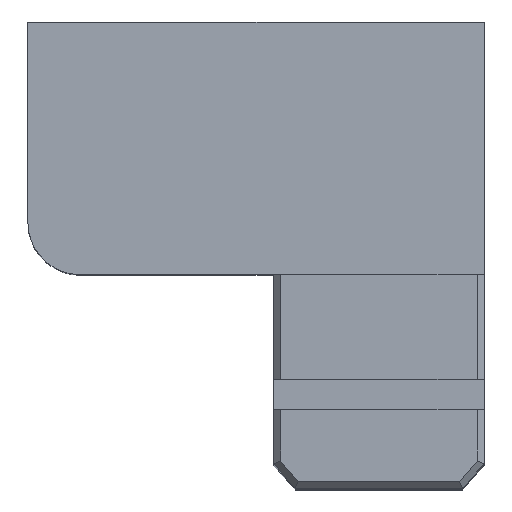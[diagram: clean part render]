
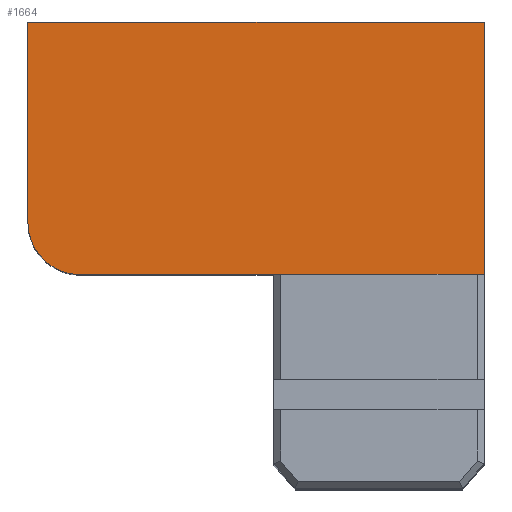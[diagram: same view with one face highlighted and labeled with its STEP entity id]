
A CAD part, top view. The second image highlights one B-rep face of the part: STEP entity #1664.
In plain terms, the highlighted planar face has unit normal (0, 0, 1).
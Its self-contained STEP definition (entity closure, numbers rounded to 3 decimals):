
#142=CIRCLE('',#1771,1.5);
#183=FACE_OUTER_BOUND('',#278,.T.);
#278=EDGE_LOOP('',(#1302,#1303,#1304,#1305,#1306,#1307));
#337=LINE('',#2143,#509);
#366=LINE('',#2287,#538);
#387=LINE('',#2399,#559);
#413=LINE('',#2545,#585);
#419=LINE('',#2556,#591);
#509=VECTOR('',#1824,1000.);
#538=VECTOR('',#1879,10.);
#559=VECTOR('',#1910,1000.);
#585=VECTOR('',#1950,1000.);
#591=VECTOR('',#1958,1000.);
#676=VERTEX_POINT('',#2132);
#681=VERTEX_POINT('',#2141);
#701=VERTEX_POINT('',#2191);
#727=VERTEX_POINT('',#2286);
#758=VERTEX_POINT('',#2544);
#762=VERTEX_POINT('',#2554);
#842=EDGE_CURVE('',#681,#676,#337,.T.);
#893=EDGE_CURVE('',#727,#676,#366,.T.);
#930=EDGE_CURVE('',#701,#727,#387,.T.);
#956=EDGE_CURVE('',#758,#701,#413,.T.);
#962=EDGE_CURVE('',#681,#762,#419,.T.);
#963=EDGE_CURVE('',#762,#758,#142,.T.);
#1302=ORIENTED_EDGE('',*,*,#893,.T.);
#1303=ORIENTED_EDGE('',*,*,#842,.F.);
#1304=ORIENTED_EDGE('',*,*,#962,.T.);
#1305=ORIENTED_EDGE('',*,*,#963,.T.);
#1306=ORIENTED_EDGE('',*,*,#956,.T.);
#1307=ORIENTED_EDGE('',*,*,#930,.T.);
#1593=PLANE('',#1770);
#1664=ADVANCED_FACE('',(#183),#1593,.F.);
#1770=AXIS2_PLACEMENT_3D('',#2557,#1959,#1960);
#1771=AXIS2_PLACEMENT_3D('',#2558,#1961,#1962);
#1824=DIRECTION('',(1.,0.,0.));
#1879=DIRECTION('',(0.,1.,0.));
#1910=DIRECTION('',(1.,0.,0.));
#1950=DIRECTION('',(1.,0.,0.));
#1958=DIRECTION('',(0.,-1.,0.));
#1959=DIRECTION('center_axis',(0.,0.,
-1.));
#1960=DIRECTION('ref_axis',(-1.,0.,0.));
#1961=DIRECTION('center_axis',(0.,0.,
1.));
#1962=DIRECTION('ref_axis',(-1.,0.,0.));
#2132=CARTESIAN_POINT('',(3.,10.35,4.5));
#2141=CARTESIAN_POINT('',(-10.,10.35,4.5));
#2143=CARTESIAN_POINT('',(0.,10.35,4.5));
#2191=CARTESIAN_POINT('',(-3.,3.15,4.5));
#2286=CARTESIAN_POINT('',(3.,3.15,4.5));
#2287=CARTESIAN_POINT('',(3.,8.712,4.5));
#2399=CARTESIAN_POINT('',(0.,3.15,4.5));
#2544=CARTESIAN_POINT('',(-8.5,3.15,4.5));
#2545=CARTESIAN_POINT('',(0.,3.15,4.5));
#2554=CARTESIAN_POINT('',(-10.,4.65,4.5));
#2556=CARTESIAN_POINT('',(-10.,10.35,4.5));
#2557=CARTESIAN_POINT('Origin',(0.,10.35,4.5));
#2558=CARTESIAN_POINT('Origin',(-8.5,4.65,4.5));
